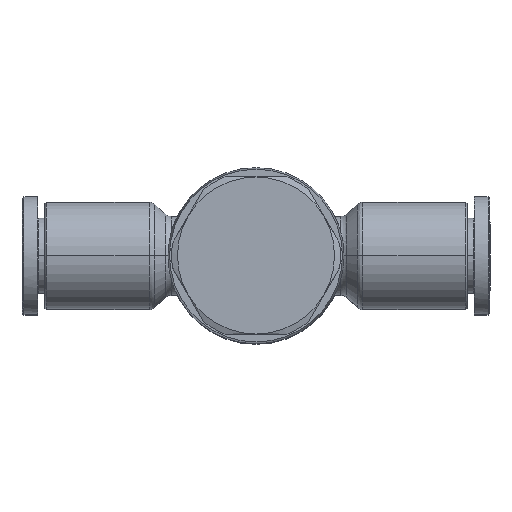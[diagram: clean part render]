
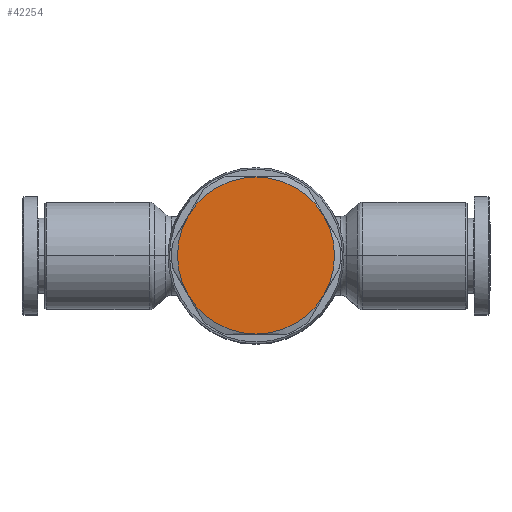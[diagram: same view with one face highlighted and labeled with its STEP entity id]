
A CAD part, top view. The second image highlights one B-rep face of the part: STEP entity #42254.
In plain terms, the highlighted planar face has unit normal (0, 0, 1).
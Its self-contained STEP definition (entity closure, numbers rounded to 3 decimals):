
#2077 = ORIENTED_EDGE ( 'NONE', *, *, #27178, .F. ) ;
#4443 = EDGE_CURVE ( 'NONE', #74024, #41510, #78836, .T. ) ;
#8454 = EDGE_LOOP ( 'NONE', ( #34255, #35902, #48661, #61123, #59205, #2077 ) ) ;
#8460 = DIRECTION ( 'NONE',  ( 0., 1., 0. ) ) ;
#9844 = DIRECTION ( 'NONE',  ( 0., 0., -1. ) ) ;
#10317 = CARTESIAN_POINT ( 'NONE',  ( 6.2, -10., 14.5 ) ) ;
#10885 = VERTEX_POINT ( 'NONE', #20810 ) ;
#11472 = CIRCLE ( 'NONE', #74140, 10. ) ;
#13314 = AXIS2_PLACEMENT_3D ( 'NONE', #48642, #9844, #23169 ) ;
#17724 = DIRECTION ( 'NONE',  ( 1., 0., 0. ) ) ;
#19153 = CIRCLE ( 'NONE', #49903, 10. ) ;
#19661 = CARTESIAN_POINT ( 'NONE',  ( 6.2, 0., 14.5 ) ) ;
#20810 = CARTESIAN_POINT ( 'NONE',  ( 14.86, 5., 14.5 ) ) ;
#23169 = DIRECTION ( 'NONE',  ( 0., 1., 0. ) ) ;
#25883 = CARTESIAN_POINT ( 'NONE',  ( 6.2, 0., 14.5 ) ) ;
#26822 = CARTESIAN_POINT ( 'NONE',  ( -2.46, -5., 14.5 ) ) ;
#27178 = EDGE_CURVE ( 'NONE', #41510, #31247, #11472, .T. ) ;
#31247 = VERTEX_POINT ( 'NONE', #38163 ) ;
#31359 = EDGE_CURVE ( 'NONE', #41416, #79394, #19153, .T. ) ;
#32622 = DIRECTION ( 'NONE',  ( -1., 0., 0. ) ) ;
#34255 = ORIENTED_EDGE ( 'NONE', *, *, #4443, .F. ) ;
#35061 = DIRECTION ( 'NONE',  ( 0., 0., -1. ) ) ;
#35902 = ORIENTED_EDGE ( 'NONE', *, *, #81667, .F. ) ;
#36417 = CARTESIAN_POINT ( 'NONE',  ( 6.2, 0., 14.5 ) ) ;
#37933 = CARTESIAN_POINT ( 'NONE',  ( 1.65, 0., 14.5 ) ) ;
#38163 = CARTESIAN_POINT ( 'NONE',  ( 6.2, 10., 14.5 ) ) ;
#38514 = DIRECTION ( 'NONE',  ( 0., 0., 1. ) ) ;
#41416 = VERTEX_POINT ( 'NONE', #66540 ) ;
#41510 = VERTEX_POINT ( 'NONE', #74604 ) ;
#42254 = ADVANCED_FACE ( 'NONE', ( #42580 ), #44322, .T. ) ;
#42580 = FACE_OUTER_BOUND ( 'NONE', #8454, .T. ) ;
#42836 = DIRECTION ( 'NONE',  ( 0., 0., -1. ) ) ;
#44005 = CIRCLE ( 'NONE', #76838, 10. ) ;
#44322 = PLANE ( 'NONE',  #54005 ) ;
#45017 = DIRECTION ( 'NONE',  ( -1., 0., 0. ) ) ;
#48642 = CARTESIAN_POINT ( 'NONE',  ( 6.2, 0., 14.5 ) ) ;
#48661 = ORIENTED_EDGE ( 'NONE', *, *, #31359, .F. ) ;
#49473 = DIRECTION ( 'NONE',  ( 0., 1., 0. ) ) ;
#49903 = AXIS2_PLACEMENT_3D ( 'NONE', #19661, #52916, #65988 ) ;
#52916 = DIRECTION ( 'NONE',  ( 0., 0., -1. ) ) ;
#53529 = EDGE_CURVE ( 'NONE', #10885, #41416, #44005, .T. ) ;
#54005 = AXIS2_PLACEMENT_3D ( 'NONE', #37933, #38514, #17724 ) ;
#54179 = AXIS2_PLACEMENT_3D ( 'NONE', #81691, #35061, #8460 ) ;
#59205 = ORIENTED_EDGE ( 'NONE', *, *, #77458, .F. ) ;
#61123 = ORIENTED_EDGE ( 'NONE', *, *, #53529, .F. ) ;
#65286 = DIRECTION ( 'NONE',  ( 0., 0., -1. ) ) ;
#65988 = DIRECTION ( 'NONE',  ( 0., 1., 0. ) ) ;
#66540 = CARTESIAN_POINT ( 'NONE',  ( 14.86, -5., 14.5 ) ) ;
#67833 = CIRCLE ( 'NONE', #54179, 10. ) ;
#68281 = CIRCLE ( 'NONE', #13314, 10. ) ;
#72867 = DIRECTION ( 'NONE',  ( 0., 0., -1. ) ) ;
#74024 = VERTEX_POINT ( 'NONE', #26822 ) ;
#74140 = AXIS2_PLACEMENT_3D ( 'NONE', #25883, #65286, #45017 ) ;
#74604 = CARTESIAN_POINT ( 'NONE',  ( -2.46, 5., 14.5 ) ) ;
#76838 = AXIS2_PLACEMENT_3D ( 'NONE', #79222, #72867, #32622 ) ;
#77458 = EDGE_CURVE ( 'NONE', #31247, #10885, #67833, .T. ) ;
#78836 = CIRCLE ( 'NONE', #80762, 10. ) ;
#79222 = CARTESIAN_POINT ( 'NONE',  ( 6.2, 0., 14.5 ) ) ;
#79394 = VERTEX_POINT ( 'NONE', #10317 ) ;
#80762 = AXIS2_PLACEMENT_3D ( 'NONE', #36417, #42836, #49473 ) ;
#81667 = EDGE_CURVE ( 'NONE', #79394, #74024, #68281, .T. ) ;
#81691 = CARTESIAN_POINT ( 'NONE',  ( 6.2, 0., 14.5 ) ) ;
